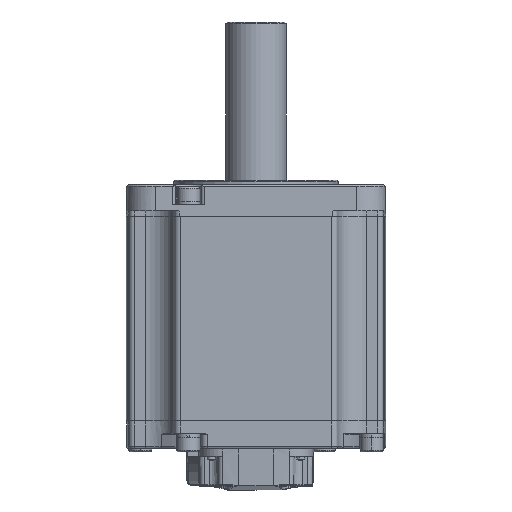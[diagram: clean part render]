
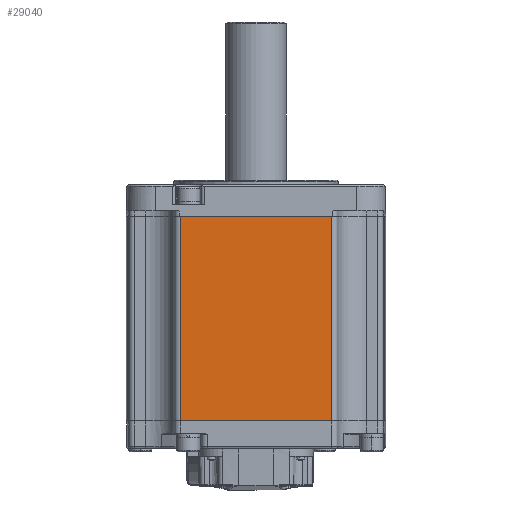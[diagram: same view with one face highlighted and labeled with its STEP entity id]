
A CAD part, front view. The second image highlights one B-rep face of the part: STEP entity #29040.
In plain terms, the highlighted planar face has unit normal (0, -1, 0).
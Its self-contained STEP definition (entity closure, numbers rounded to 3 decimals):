
#2507 = DIRECTION ( 'NONE',  ( 0., 1., 0. ) ) ;
#3737 = EDGE_LOOP ( 'NONE', ( #53821, #17653, #4479, #42846 ) ) ;
#4479 = ORIENTED_EDGE ( 'NONE', *, *, #35335, .F. ) ;
#4631 = LINE ( 'NONE', #27199, #65894 ) ;
#5843 = EDGE_CURVE ( 'NONE', #34882, #59003, #36098, .T. ) ;
#8017 = CARTESIAN_POINT ( 'NONE',  ( -52.75, -90., 71. ) ) ;
#8493 = CARTESIAN_POINT ( 'NONE',  ( 52.75, -90., 71. ) ) ;
#12953 = DIRECTION ( 'NONE',  ( -1., 0., 0. ) ) ;
#13997 = DIRECTION ( 'NONE',  ( -1., 0., 0. ) ) ;
#14892 = CARTESIAN_POINT ( 'NONE',  ( -52.75, -90., -71. ) ) ;
#17653 = ORIENTED_EDGE ( 'NONE', *, *, #5843, .F. ) ;
#19543 = FACE_OUTER_BOUND ( 'NONE', #3737, .T. ) ;
#22051 = VECTOR ( 'NONE', #13997, 1000. ) ;
#24465 = LINE ( 'NONE', #14892, #22051 ) ;
#27199 = CARTESIAN_POINT ( 'NONE',  ( -52.75, -90., 71.5 ) ) ;
#29040 = ADVANCED_FACE ( 'NONE', ( #19543 ), #52646, .F. ) ;
#29804 = DIRECTION ( 'NONE',  ( 0., 0., -1. ) ) ;
#30357 = VERTEX_POINT ( 'NONE', #45145 ) ;
#33262 = EDGE_CURVE ( 'NONE', #59003, #30357, #24465, .T. ) ;
#34113 = CARTESIAN_POINT ( 'NONE',  ( 52.75, -90., 71.5 ) ) ;
#34277 = CARTESIAN_POINT ( 'NONE',  ( -52.75, -90., 71. ) ) ;
#34716 = AXIS2_PLACEMENT_3D ( 'NONE', #48546, #2507, #12953 ) ;
#34882 = VERTEX_POINT ( 'NONE', #8493 ) ;
#35335 = EDGE_CURVE ( 'NONE', #48831, #34882, #48081, .T. ) ;
#36098 = LINE ( 'NONE', #34113, #53035 ) ;
#37573 = DIRECTION ( 'NONE',  ( 0., 0., -1. ) ) ;
#42846 = ORIENTED_EDGE ( 'NONE', *, *, #58883, .T. ) ;
#44243 = DIRECTION ( 'NONE',  ( 1., 0., 0. ) ) ;
#45145 = CARTESIAN_POINT ( 'NONE',  ( -52.75, -90., -71. ) ) ;
#48081 = LINE ( 'NONE', #34277, #63373 ) ;
#48546 = CARTESIAN_POINT ( 'NONE',  ( -52.75, -90., 71.5 ) ) ;
#48831 = VERTEX_POINT ( 'NONE', #8017 ) ;
#52646 = PLANE ( 'NONE',  #34716 ) ;
#53035 = VECTOR ( 'NONE', #29804, 1000. ) ;
#53821 = ORIENTED_EDGE ( 'NONE', *, *, #33262, .F. ) ;
#58883 = EDGE_CURVE ( 'NONE', #48831, #30357, #4631, .T. ) ;
#59003 = VERTEX_POINT ( 'NONE', #64741 ) ;
#63373 = VECTOR ( 'NONE', #44243, 1000. ) ;
#64741 = CARTESIAN_POINT ( 'NONE',  ( 52.75, -90., -71. ) ) ;
#65894 = VECTOR ( 'NONE', #37573, 1000. ) ;
